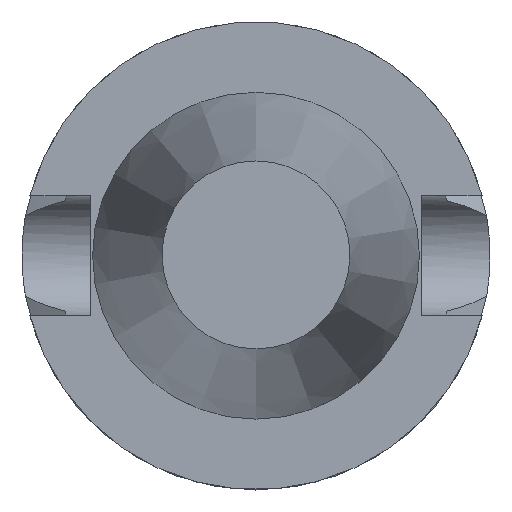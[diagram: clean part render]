
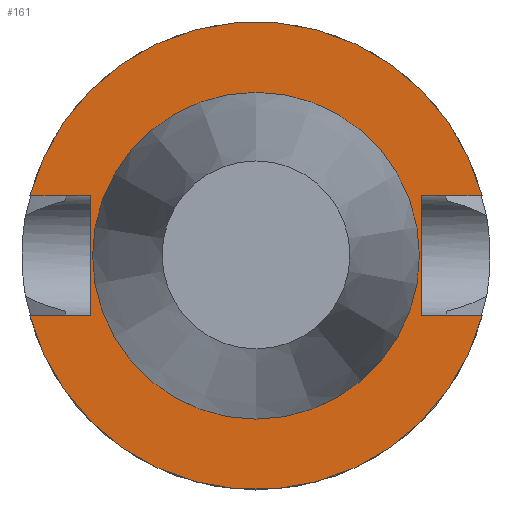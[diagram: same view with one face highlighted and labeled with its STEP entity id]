
A CAD part, top view. The second image highlights one B-rep face of the part: STEP entity #161.
In plain terms, the highlighted planar face has unit normal (0, 0, 1).
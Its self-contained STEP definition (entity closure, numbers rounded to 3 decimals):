
#121=EDGE_CURVE('240[2]',#357,#358,#359,.T.);
#161=ADVANCED_FACE('240[2]',(#419,#420),#421,.T.);
#212=EDGE_CURVE('240[2]',#495,#495,#496,.T.);
#251=EDGE_CURVE('240[2]',#549,#550,#551,.T.);
#253=EDGE_CURVE('240[2]',#443,#480,#553,.T.);
#260=EDGE_CURVE('240[2]',#358,#521,#562,.T.);
#264=EDGE_CURVE('240[2]',#480,#549,#566,.T.);
#281=EDGE_CURVE('240[2]',#550,#357,#589,.T.);
#292=EDGE_CURVE('240[2]',#521,#542,#602,.T.);
#314=EDGE_CURVE('240[2]',#542,#443,#627,.T.);
#357=VERTEX_POINT('',#677);
#358=VERTEX_POINT('',#678);
#359=LINE('',#679,#680);
#419=FACE_OUTER_BOUND('',#887,.T.);
#420=FACE_BOUND('',#888,.T.);
#421=PLANE('',#889);
#443=VERTEX_POINT('',#952);
#480=VERTEX_POINT('',#1106);
#495=VERTEX_POINT('',#1135);
#496=CIRCLE('',#1136,34.925);
#521=VERTEX_POINT('',#1169);
#542=VERTEX_POINT('',#1207);
#549=VERTEX_POINT('',#1217);
#550=VERTEX_POINT('',#1218);
#551=CIRCLE('',#1219,50.);
#553=LINE('',#1222,#1223);
#562=LINE('',#1235,#1236);
#566=LINE('',#1253,#1254);
#589=LINE('',#1284,#1285);
#602=CIRCLE('',#1324,50.);
#627=LINE('',#1372,#1373);
#677=CARTESIAN_POINT('',(-35.4,12.85,-1.5));
#678=CARTESIAN_POINT('',(-35.4,-12.85,-1.5));
#679=CARTESIAN_POINT('',(-35.4,14.806,-1.5));
#680=VECTOR('',#1407,1.0);
#887=EDGE_LOOP('',(#1460,#1461,#1462,#1463,#1464,#1465,#1466,#1467));
#888=EDGE_LOOP('',(#1468));
#889=AXIS2_PLACEMENT_3D('',#1469,#1470,#1471);
#952=CARTESIAN_POINT('',(35.4,-12.85,-1.5));
#1106=CARTESIAN_POINT('',(35.4,12.85,-1.5));
#1135=CARTESIAN_POINT('',(0.,34.925,-1.5));
#1136=AXIS2_PLACEMENT_3D('',#1534,#1535,#1536);
#1169=CARTESIAN_POINT('',(-48.321,-12.85,-1.5));
#1207=CARTESIAN_POINT('',(48.321,-12.85,-1.5));
#1217=CARTESIAN_POINT('',(48.321,12.85,-1.5));
#1218=CARTESIAN_POINT('',(-48.321,12.85,-1.5));
#1219=AXIS2_PLACEMENT_3D('',#1607,#1608,#1609);
#1222=CARTESIAN_POINT('',(35.4,21.231,-1.5));
#1223=VECTOR('',#1610,1.0);
#1235=CARTESIAN_POINT('',(-17.7,-12.85,-1.5));
#1236=VECTOR('',#1624,1.0);
#1253=CARTESIAN_POINT('',(17.7,12.85,-1.5));
#1254=VECTOR('',#1625,1.0);
#1284=CARTESIAN_POINT('',(-17.7,12.85,-1.5));
#1285=VECTOR('',#1660,1.0);
#1324=AXIS2_PLACEMENT_3D('',#1668,#1669,#1670);
#1372=CARTESIAN_POINT('',(17.7,-12.85,-1.5));
#1373=VECTOR('',#1700,1.0);
#1407=DIRECTION('',(0.0,-1.0,0.));
#1460=ORIENTED_EDGE('',*,*,#260,.T.);
#1461=ORIENTED_EDGE('',*,*,#292,.T.);
#1462=ORIENTED_EDGE('',*,*,#314,.T.);
#1463=ORIENTED_EDGE('',*,*,#253,.T.);
#1464=ORIENTED_EDGE('',*,*,#264,.T.);
#1465=ORIENTED_EDGE('',*,*,#251,.T.);
#1466=ORIENTED_EDGE('',*,*,#281,.T.);
#1467=ORIENTED_EDGE('',*,*,#121,.T.);
#1468=ORIENTED_EDGE('',*,*,#212,.F.);
#1469=CARTESIAN_POINT('',(0.,42.463,-1.5));
#1470=DIRECTION('',(0.,0.,1.0));
#1471=DIRECTION('',(1.0,0.,0.0));
#1534=CARTESIAN_POINT('',(0.,0.,-1.5));
#1535=DIRECTION('',(0.,0.,1.0));
#1536=DIRECTION('',(0.,1.0,0.));
#1607=CARTESIAN_POINT('',(0.,0.,-1.5));
#1608=DIRECTION('',(0.,0.,1.0));
#1609=DIRECTION('',(0.,1.0,0.));
#1610=DIRECTION('',(0.0,1.0,0.));
#1624=DIRECTION('',(-1.0,-0.0,0.));
#1625=DIRECTION('',(1.0,-0.0,0.));
#1660=DIRECTION('',(1.0,-0.0,0.));
#1668=CARTESIAN_POINT('',(0.,0.,-1.5));
#1669=DIRECTION('',(0.,0.,1.0));
#1670=DIRECTION('',(0.,1.0,0.));
#1700=DIRECTION('',(-1.0,-0.0,0.));
